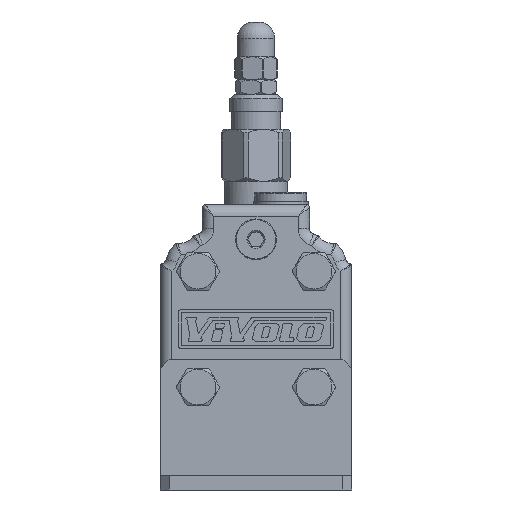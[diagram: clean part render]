
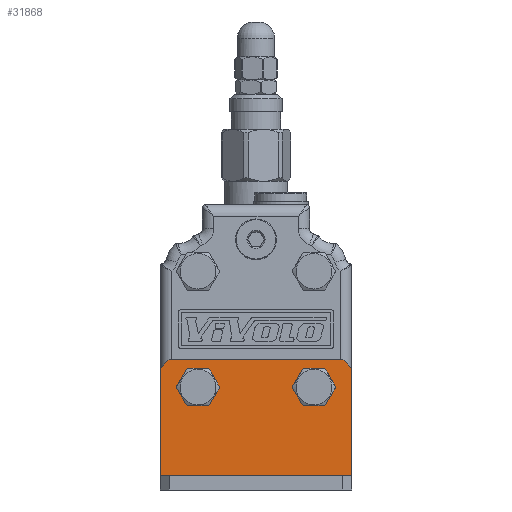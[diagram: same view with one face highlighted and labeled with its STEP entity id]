
A CAD part, front view. The second image highlights one B-rep face of the part: STEP entity #31868.
In plain terms, the highlighted planar face has unit normal (0, -1, 0).
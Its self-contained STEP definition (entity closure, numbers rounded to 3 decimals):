
#1111=LINE('',#50638,#2904);
#1127=LINE('',#50678,#2920);
#1128=LINE('',#50680,#2921);
#1130=LINE('',#50684,#2923);
#1132=LINE('',#50688,#2925);
#1133=LINE('',#50694,#2926);
#2904=VECTOR('',#38444,1000.);
#2920=VECTOR('',#38472,1000.);
#2921=VECTOR('',#38475,1000.);
#2923=VECTOR('',#38479,1000.);
#2925=VECTOR('',#38483,1000.);
#2926=VECTOR('',#38490,1000.);
#7986=ORIENTED_EDGE('',*,*,#13247,.T.);
#7987=ORIENTED_EDGE('',*,*,#13248,.T.);
#7988=ORIENTED_EDGE('',*,*,#13241,.F.);
#7989=ORIENTED_EDGE('',*,*,#13249,.T.);
#7990=ORIENTED_EDGE('',*,*,#13221,.F.);
#7991=ORIENTED_EDGE('',*,*,#13246,.F.);
#7992=ORIENTED_EDGE('',*,*,#13244,.F.);
#7993=ORIENTED_EDGE('',*,*,#13242,.F.);
#13221=EDGE_CURVE('',#16048,#16049,#1111,.T.);
#13241=EDGE_CURVE('',#16065,#16063,#1127,.T.);
#13242=EDGE_CURVE('',#16063,#16066,#1128,.T.);
#13244=EDGE_CURVE('',#16066,#16067,#1130,.T.);
#13246=EDGE_CURVE('',#16067,#16048,#1132,.T.);
#13247=EDGE_CURVE('',#16068,#16068,#17709,.T.);
#13248=EDGE_CURVE('',#16069,#16069,#17710,.T.);
#13249=EDGE_CURVE('',#16065,#16049,#1133,.T.);
#16048=VERTEX_POINT('',#50639);
#16049=VERTEX_POINT('',#50640);
#16063=VERTEX_POINT('',#50673);
#16065=VERTEX_POINT('',#50677);
#16066=VERTEX_POINT('',#50681);
#16067=VERTEX_POINT('',#50685);
#16068=VERTEX_POINT('',#50691);
#16069=VERTEX_POINT('',#50693);
#17709=CIRCLE('',#33751,6.);
#17710=CIRCLE('',#33752,6.);
#19165=EDGE_LOOP('',(#7986));
#19166=EDGE_LOOP('',(#7987));
#19167=EDGE_LOOP('',(#7988,#7989,#7990,#7991,#7992,#7993));
#20656=FACE_BOUND('',#19165,.T.);
#20657=FACE_BOUND('',#19166,.T.);
#20658=FACE_BOUND('',#19167,.T.);
#21728=PLANE('',#33750);
#31868=ADVANCED_FACE('',(#20656,#20657,#20658),#21728,.F.);
#33750=AXIS2_PLACEMENT_3D('',#50689,#38484,#38485);
#33751=AXIS2_PLACEMENT_3D('',#50690,#38486,#38487);
#33752=AXIS2_PLACEMENT_3D('',#50692,#38488,#38489);
#38444=DIRECTION('',(0.,0.,-1.));
#38472=DIRECTION('',(0.,0.,1.));
#38475=DIRECTION('',(0.707,0.,0.707));
#38479=DIRECTION('',(1.,0.,0.));
#38483=DIRECTION('',(0.707,0.,-0.707));
#38484=DIRECTION('',(0.,1.,0.));
#38485=DIRECTION('',(0.,0.,1.));
#38486=DIRECTION('',(0.,1.,0.));
#38487=DIRECTION('',(1.,0.,0.));
#38488=DIRECTION('',(0.,1.,0.));
#38489=DIRECTION('',(1.,0.,0.));
#38490=DIRECTION('',(1.,0.,0.));
#50638=CARTESIAN_POINT('',(33.,-5.,-13.5));
#50639=CARTESIAN_POINT('',(33.,-5.,-13.5));
#50640=CARTESIAN_POINT('',(33.,-5.,-50.5));
#50673=CARTESIAN_POINT('',(-33.,-5.,-13.5));
#50677=CARTESIAN_POINT('',(-33.,-5.,-50.5));
#50678=CARTESIAN_POINT('',(-33.,-5.,-55.5));
#50680=CARTESIAN_POINT('',(-33.,-5.,-13.5));
#50681=CARTESIAN_POINT('',(-30.,-5.,-10.5));
#50684=CARTESIAN_POINT('',(30.,-5.,-10.5));
#50685=CARTESIAN_POINT('',(30.,-5.,-10.5));
#50688=CARTESIAN_POINT('',(30.,-5.,-10.5));
#50689=CARTESIAN_POINT('',(33.,-5.,-55.5));
#50690=CARTESIAN_POINT('',(-20.,-5.,-20.));
#50691=CARTESIAN_POINT('',(-14.,-5.,-20.));
#50692=CARTESIAN_POINT('',(20.,-5.,-20.));
#50693=CARTESIAN_POINT('',(26.,-5.,-20.));
#50694=CARTESIAN_POINT('',(33.,-5.,-50.5));
